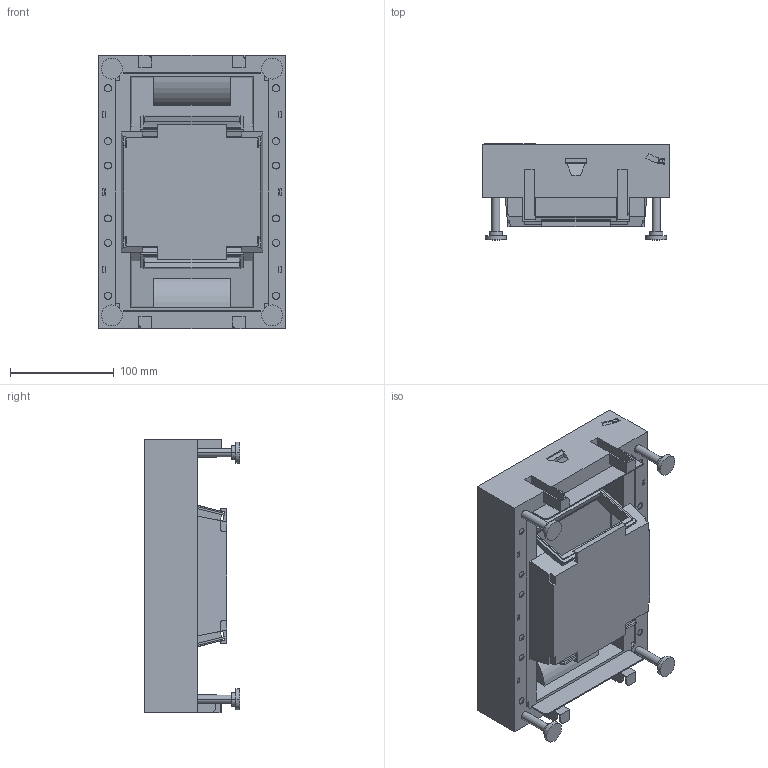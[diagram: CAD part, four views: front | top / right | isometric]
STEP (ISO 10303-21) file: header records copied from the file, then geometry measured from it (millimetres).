
FILE_DESCRIPTION(('CATIA V5 STEP Exchange','CAx-IF Rec.Pracs.--- Model Styling and Organization---1.5--- 2016-08-15','CAx-IF Rec.Pracs.---Supplemental Geometry---1.0---2011-11-01','CAx-IF Rec.Pracs.--- Composite Materials ---3.4---2017-06-13','CAx-IF Rec.Pracs.---Tessellated 3D Geometry---1.0---2015-12-17'),'2;1');
FILE_NAME('LG-080748-S_closed.stp','2025-05-02T09:25:19+00:00',('none'),('none'),'CATIA Version 5-6 Release 2020','CATIA V5 STEP AP242 v1','none');
FILE_SCHEMA(('AP242_MANAGED_MODEL_BASED_3D_ENGINEERING_MIM_LF {1 0 10303 442 1 1 4}'));
Length unit declared in the file: millimetre
Products named in the file (5): A029402_A; A027980_A-S_92mm; AO11423_A-S; SuppVert-T1; SuppVert-T1_sup
Assembly tree (4 placements, depth 3):
  A029402_A
    A027980_A-S_92mm
    AO11423_A-S
    SuppVert-T1
      SuppVert-T1_sup
Bounding box: 180.9 x 92.1 x 264.1 mm (x, y, z)
Volume: 594425.3 mm3; surface area: 419184.9 mm2
Topology: 3 solids, 3 shells, 532 faces, 1516 edges, 998 vertices
Faces by surface type: plane 399, cylinder 129, bspline 4
Entity records: 17434 total; most frequent: CARTESIAN_POINT 4363, ORIENTED_EDGE 3032, DIRECTION 2087, EDGE_CURVE 1516, VECTOR 1209, LINE 1209, VERTEX_POINT 998, EDGE_LOOP 608
